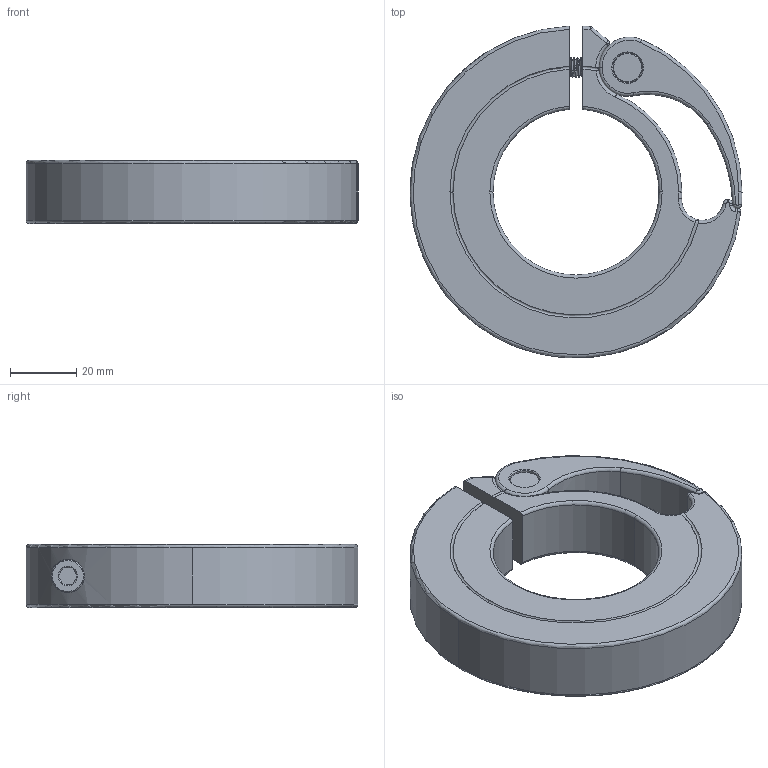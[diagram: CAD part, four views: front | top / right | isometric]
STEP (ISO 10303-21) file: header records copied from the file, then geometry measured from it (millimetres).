
FILE_DESCRIPTION (( 'STEP AP203' ), '1' );
FILE_NAME ('1511K273_Quick-Release Clamping Shaft Collar.STEP', '2021-09-09T19:34:40', ( 'Administrator' ), ( 'Managed by Terraform' ), 'SwSTEP 2.0', 'SolidWorks 2017', '' );
FILE_SCHEMA (( 'CONFIG_CONTROL_DESIGN' ));
Length unit declared in the file: millimetre
Products named in the file (1): 1511K273_Quick-Release Clamping Shaft Collar
Bounding box: 100 x 99.88 x 19 mm (x, y, z)
Volume: 96238.7 mm3; surface area: 26233.6 mm2
Topology: 4 solids, 4 shells, 221 faces, 556 edges, 341 vertices
Faces by surface type: cylinder 114, torus 49, plane 29, cone 19, sphere 6, bspline 4
Entity records: 12517 total; most frequent: CARTESIAN_POINT 7409, ORIENTED_EDGE 1108, DIRECTION 1066, EDGE_CURVE 554, AXIS2_PLACEMENT_3D 448, VERTEX_POINT 341, EDGE_LOOP 231, CIRCLE 230
